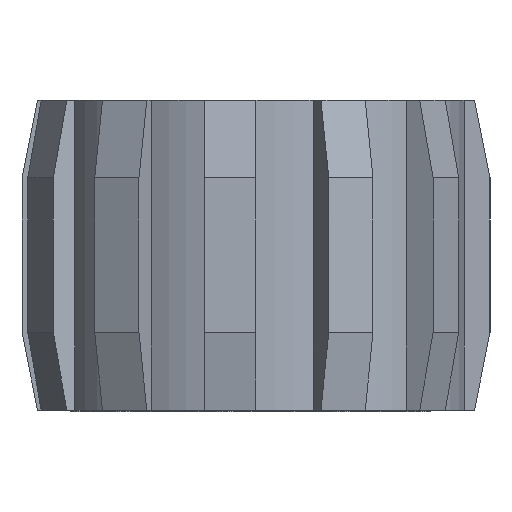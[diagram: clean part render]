
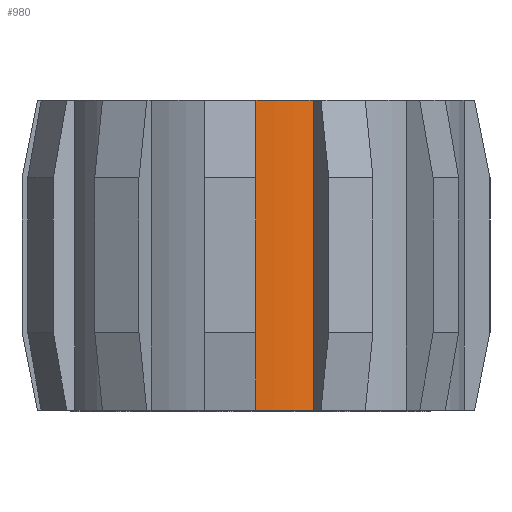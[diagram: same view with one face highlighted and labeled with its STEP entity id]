
A CAD part, left-side view. The second image highlights one B-rep face of the part: STEP entity #980.
In plain terms, the highlighted cylindrical face has radius 13.5 mm (diameter 27 mm), a partial arc.
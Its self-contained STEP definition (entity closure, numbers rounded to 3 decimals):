
#76=CYLINDRICAL_SURFACE('',#21439,13.5);
#980=ADVANCED_FACE('',(#2824),#76,.T.);
#2824=FACE_OUTER_BOUND('',#3927,.T.);
#3927=EDGE_LOOP('',(#11636,#11637,#11638,#11639));
#4913=LINE('',#43395,#6894);
#4914=LINE('',#43399,#6895);
#6894=VECTOR('',#23767,1.);
#6895=VECTOR('',#23770,1.);
#8660=CIRCLE('',#21437,13.5);
#8661=CIRCLE('',#21438,13.5);
#11636=ORIENTED_EDGE('',*,*,#18419,.T.);
#11637=ORIENTED_EDGE('',*,*,#18420,.T.);
#11638=ORIENTED_EDGE('',*,*,#18421,.F.);
#11639=ORIENTED_EDGE('',*,*,#18422,.T.);
#15908=VERTEX_POINT('',#43393);
#15909=VERTEX_POINT('',#43394);
#15910=VERTEX_POINT('',#43396);
#15911=VERTEX_POINT('',#43398);
#18419=EDGE_CURVE('',#15908,#15909,#8660,.T.);
#18420=EDGE_CURVE('',#15909,#15910,#4913,.T.);
#18421=EDGE_CURVE('',#15911,#15910,#8661,.T.);
#18422=EDGE_CURVE('',#15911,#15908,#4914,.T.);
#21437=AXIS2_PLACEMENT_3D('',#43392,#23765,#23766);
#21438=AXIS2_PLACEMENT_3D('',#43397,#23768,#23769);
#21439=AXIS2_PLACEMENT_3D('',#43400,#23771,#23772);
#23765=DIRECTION('',(0.,0.,1.));
#23766=DIRECTION('',(1.,0.,0.));
#23767=DIRECTION('',(0.,0.,1.));
#23768=DIRECTION('',(0.,0.,1.));
#23769=DIRECTION('',(1.,0.,0.));
#23770=DIRECTION('',(0.,0.,-1.));
#23771=DIRECTION('',(0.,0.,-1.));
#23772=DIRECTION('',(-1.,0.,0.));
#43392=CARTESIAN_POINT('',(0.,0.,-14.));
#43393=CARTESIAN_POINT('',(-13.5,0.,-14.));
#43394=CARTESIAN_POINT('',(-12.987,-3.687,-14.));
#43395=CARTESIAN_POINT('',(-12.987,-3.687,6.));
#43396=CARTESIAN_POINT('',(-12.987,-3.687,6.));
#43397=CARTESIAN_POINT('',(0.,0.,6.));
#43398=CARTESIAN_POINT('',(-13.5,0.,6.));
#43399=CARTESIAN_POINT('',(-13.5,0.,6.));
#43400=CARTESIAN_POINT('',(0.,0.,6.));
